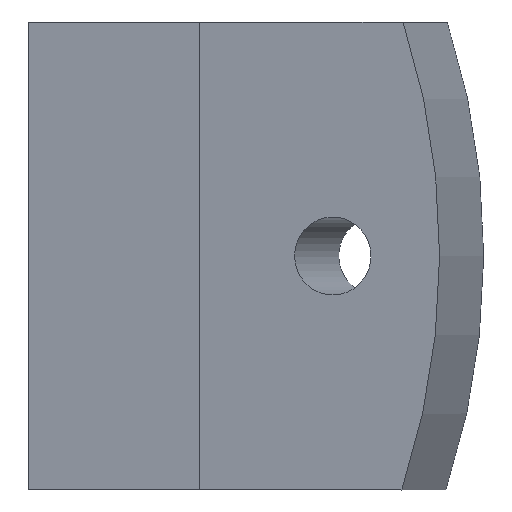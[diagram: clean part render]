
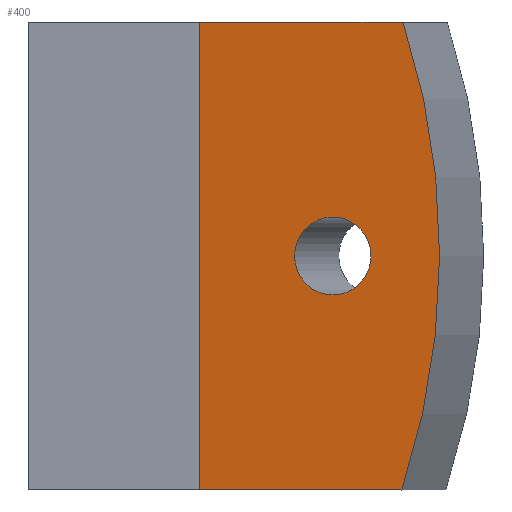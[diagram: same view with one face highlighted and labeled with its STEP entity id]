
A CAD part, left-side view. The second image highlights one B-rep face of the part: STEP entity #400.
In plain terms, the highlighted planar face has unit normal (-0.978, 0.209, -0.001).
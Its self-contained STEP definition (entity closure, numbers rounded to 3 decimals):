
#142=DIRECTION('',(0.209,0.978,0.));
#143=VECTOR('',#142,5.314);
#144=CARTESIAN_POINT('',(-50.527,283.017,99.333));
#145=LINE('',#144,#143);
#187=DIRECTION('',(0.001,0.,-1.));
#188=VECTOR('',#187,12.);
#189=CARTESIAN_POINT('',(-49.421,288.213,111.334));
#190=LINE('',#189,#188);
#194=DIRECTION('',(0.209,0.978,0.));
#195=VECTOR('',#194,5.347);
#196=CARTESIAN_POINT('',(-50.54,282.984,111.333));
#197=LINE('',#196,#195);
#201=CARTESIAN_POINT('',(-46.759,300.629,105.385));
#202=DIRECTION('',(-0.978,0.209,0.));
#203=DIRECTION('',(-0.198,-0.927,-0.318));
#204=AXIS2_PLACEMENT_3D('',#201,#202,#203);
#209=CARTESIAN_POINT('',(-50.151,284.79,105.334));
#210=DIRECTION('',(0.978,-0.209,0.));
#211=DIRECTION('',(0.043,0.205,0.978));
#212=AXIS2_PLACEMENT_3D('',#209,#210,#211);
#217=CARTESIAN_POINT('',(-50.151,284.79,105.334));
#218=DIRECTION('',(0.978,-0.209,0.));
#219=DIRECTION('',(-0.043,-0.205,-0.978));
#220=AXIS2_PLACEMENT_3D('',#217,#218,#219);
#253=CARTESIAN_POINT('',(-50.527,283.017,99.333));
#254=VERTEX_POINT('',#253);
#255=CARTESIAN_POINT('',(-49.415,288.213,99.334));
#256=VERTEX_POINT('',#255);
#259=CARTESIAN_POINT('',(-50.54,282.984,111.333));
#260=VERTEX_POINT('',#259);
#261=CARTESIAN_POINT('',(-49.421,288.213,111.334));
#262=VERTEX_POINT('',#261);
#263=CARTESIAN_POINT('',(-50.107,284.995,106.312));
#265=VERTEX_POINT('',#263);
#269=CARTESIAN_POINT('',(-50.194,284.585,104.356));
#270=VERTEX_POINT('',#269);
#383=CARTESIAN_POINT('',(-49.735,286.746,111.834));
#384=DIRECTION('',(-0.978,0.209,0.));
#385=DIRECTION('',(-0.001,0.,1.));
#386=AXIS2_PLACEMENT_3D('',#383,#384,#385);
#387=PLANE('',#386);
#388=ORIENTED_EDGE('',*,*,#295,.F.);
#389=ORIENTED_EDGE('',*,*,#315,.F.);
#390=ORIENTED_EDGE('',*,*,#375,.F.);
#391=ORIENTED_EDGE('',*,*,#344,.T.);
#392=EDGE_LOOP('',(#388,#389,#390,#391));
#393=FACE_OUTER_BOUND('',#392,.F.);
#395=ORIENTED_EDGE('',*,*,#394,.F.);
#397=ORIENTED_EDGE('',*,*,#396,.F.);
#398=EDGE_LOOP('',(#395,#397));
#399=FACE_BOUND('',#398,.F.);
#205=CIRCLE('',#204,19.);
#213=CIRCLE('',#212,1.);
#221=CIRCLE('',#220,1.);
#295=EDGE_CURVE('',#262,#256,#190,.T.);
#315=EDGE_CURVE('',#260,#262,#197,.T.);
#344=EDGE_CURVE('',#254,#256,#145,.T.);
#375=EDGE_CURVE('',#254,#260,#205,.T.);
#394=EDGE_CURVE('',#265,#270,#213,.T.);
#396=EDGE_CURVE('',#270,#265,#221,.T.);
#400=ADVANCED_FACE('',(#393,#399),#387,.T.);
